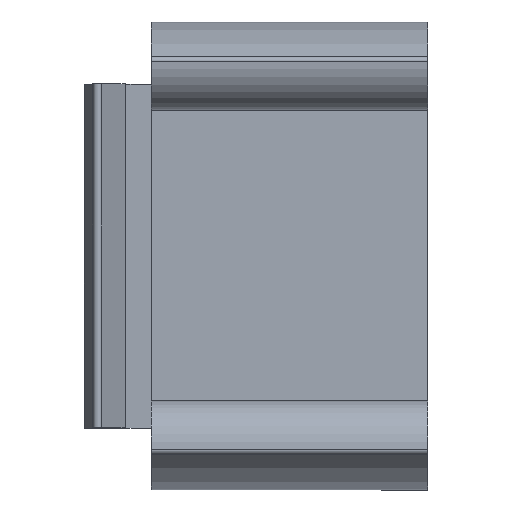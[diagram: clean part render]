
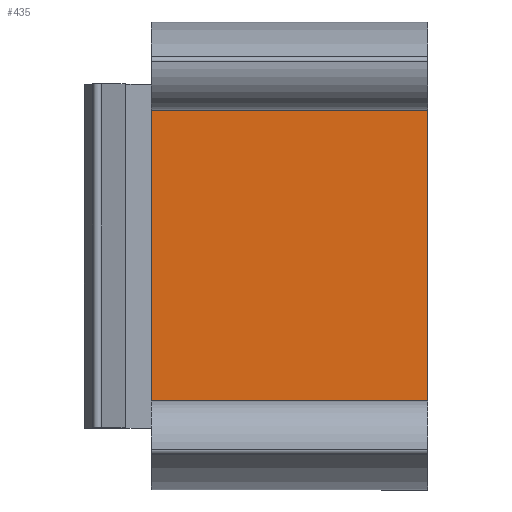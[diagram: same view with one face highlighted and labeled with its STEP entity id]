
A CAD part, top view. The second image highlights one B-rep face of the part: STEP entity #435.
In plain terms, the highlighted planar face has unit normal (0, 0, 1).
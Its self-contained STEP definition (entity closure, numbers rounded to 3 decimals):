
#159 = VERTEX_POINT('',#160);
#160 = CARTESIAN_POINT('',(0.,-3.572,0.2));
#183 = VERTEX_POINT('',#184);
#184 = CARTESIAN_POINT('',(6.2,-3.572,0.2));
#190 = EDGE_CURVE('',#191,#183,#193,.T.);
#191 = VERTEX_POINT('',#192);
#192 = CARTESIAN_POINT('',(6.2,3.572,0.2));
#193 = LINE('',#194,#195);
#194 = CARTESIAN_POINT('',(6.2,3.572,0.2));
#195 = VECTOR('',#196,1.);
#196 = DIRECTION('',(0.,-1.,0.));
#316 = EDGE_CURVE('',#159,#183,#317,.T.);
#317 = LINE('',#318,#319);
#318 = CARTESIAN_POINT('',(0.,-3.572,0.2));
#319 = VECTOR('',#320,1.);
#320 = DIRECTION('',(1.,0.,0.));
#353 = VERTEX_POINT('',#354);
#354 = CARTESIAN_POINT('',(0.,3.572,0.2));
#383 = EDGE_CURVE('',#353,#159,#384,.T.);
#384 = LINE('',#385,#386);
#385 = CARTESIAN_POINT('',(0.,3.572,0.2));
#386 = VECTOR('',#387,1.);
#387 = DIRECTION('',(0.,-1.,0.));
#435 = ADVANCED_FACE('',(#436),#447,.F.);
#436 = FACE_BOUND('',#437,.F.);
#437 = EDGE_LOOP('',(#438,#444,#445,#446));
#438 = ORIENTED_EDGE('',*,*,#439,.T.);
#439 = EDGE_CURVE('',#353,#191,#440,.T.);
#440 = LINE('',#441,#442);
#441 = CARTESIAN_POINT('',(0.,3.572,0.2));
#442 = VECTOR('',#443,1.);
#443 = DIRECTION('',(1.,0.,0.));
#444 = ORIENTED_EDGE('',*,*,#190,.T.);
#445 = ORIENTED_EDGE('',*,*,#316,.F.);
#446 = ORIENTED_EDGE('',*,*,#383,.F.);
#447 = PLANE('',#448);
#448 = AXIS2_PLACEMENT_3D('',#449,#450,#451);
#449 = CARTESIAN_POINT('',(0.,3.572,0.2));
#450 = DIRECTION('',(0.,0.,-1.));
#451 = DIRECTION('',(0.,-1.,0.));
